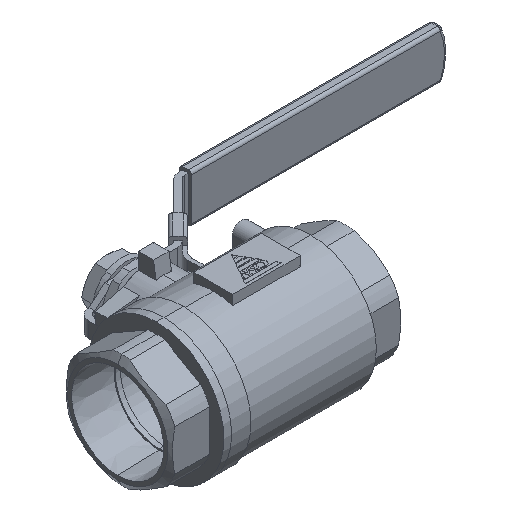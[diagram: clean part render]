
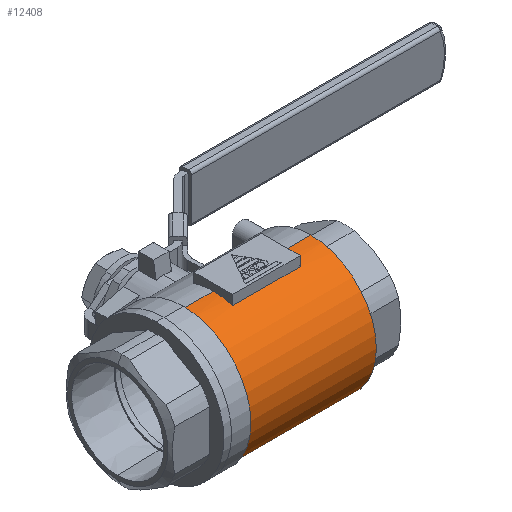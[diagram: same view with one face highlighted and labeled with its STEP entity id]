
A CAD part, isometric view. The second image highlights one B-rep face of the part: STEP entity #12408.
In plain terms, the highlighted cylindrical face has radius 34 mm (diameter 68 mm), a partial arc.
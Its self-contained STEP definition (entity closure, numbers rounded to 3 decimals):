
#343 = VERTEX_POINT ( 'NONE', #10961 ) ;
#374 = VERTEX_POINT ( 'NONE', #4549 ) ;
#383 = VERTEX_POINT ( 'NONE', #4558 ) ;
#384 = VERTEX_POINT ( 'NONE', #4559 ) ;
#385 = VERTEX_POINT ( 'NONE', #4560 ) ;
#390 = VERTEX_POINT ( 'NONE', #4566 ) ;
#397 = VERTEX_POINT ( 'NONE', #4573 ) ;
#403 = VERTEX_POINT ( 'NONE', #4579 ) ;
#986 = EDGE_CURVE ( 'NONE', #343, #397, #5592, .T. ) ;
#987 = EDGE_CURVE ( 'NONE', #403, #2228, #5594, .T. ) ;
#988 = EDGE_CURVE ( 'NONE', #2231, #2228, #5597, .T. ) ;
#989 = EDGE_CURVE ( 'NONE', #383, #2231, #5598, .T. ) ;
#990 = EDGE_CURVE ( 'NONE', #384, #390, #5600, .T. ) ;
#991 = EDGE_CURVE ( 'NONE', #2235, #374, #5601, .T. ) ;
#992 = EDGE_CURVE ( 'NONE', #2234, #2235, #5596, .T. ) ;
#993 = EDGE_CURVE ( 'NONE', #2234, #385, #5602, .T. ) ;
#1336 = EDGE_LOOP ( 'NONE', ( #2592, #2593, #2594, #2595, #2596, #2597, #2598, #2599, #2600, #2601, #2602, #2603 ) ) ;
#2228 = VERTEX_POINT ( 'NONE', #7057 ) ;
#2231 = VERTEX_POINT ( 'NONE', #7060 ) ;
#2234 = VERTEX_POINT ( 'NONE', #7063 ) ;
#2235 = VERTEX_POINT ( 'NONE', #7064 ) ;
#2592 = ORIENTED_EDGE ( 'NONE', *, *, #3077, .F. ) ;
#2593 = ORIENTED_EDGE ( 'NONE', *, *, #986, .T. ) ;
#2594 = ORIENTED_EDGE ( 'NONE', *, *, #3091, .T. ) ;
#2595 = ORIENTED_EDGE ( 'NONE', *, *, #987, .T. ) ;
#2596 = ORIENTED_EDGE ( 'NONE', *, *, #988, .F. ) ;
#2597 = ORIENTED_EDGE ( 'NONE', *, *, #989, .F. ) ;
#2598 = ORIENTED_EDGE ( 'NONE', *, *, #3087, .T. ) ;
#2599 = ORIENTED_EDGE ( 'NONE', *, *, #990, .T. ) ;
#2600 = ORIENTED_EDGE ( 'NONE', *, *, #3081, .F. ) ;
#2601 = ORIENTED_EDGE ( 'NONE', *, *, #991, .F. ) ;
#2602 = ORIENTED_EDGE ( 'NONE', *, *, #992, .F. ) ;
#2603 = ORIENTED_EDGE ( 'NONE', *, *, #993, .T. ) ;
#3077 = EDGE_CURVE ( 'NONE', #343, #385, #7581, .T. ) ;
#3081 = EDGE_CURVE ( 'NONE', #374, #390, #7587, .T. ) ;
#3087 = EDGE_CURVE ( 'NONE', #383, #384, #7590, .T. ) ;
#3091 = EDGE_CURVE ( 'NONE', #397, #403, #7598, .T. ) ;
#3354 = AXIS2_PLACEMENT_3D ( 'NONE', #6212, #6213, #6214 ) ;
#3355 = AXIS2_PLACEMENT_3D ( 'NONE', #6215, #6216, #6217 ) ;
#3356 = AXIS2_PLACEMENT_3D ( 'NONE', #6219, #6220, #6221 ) ;
#3357 = AXIS2_PLACEMENT_3D ( 'NONE', #6223, #6224, #6225 ) ;
#3358 = AXIS2_PLACEMENT_3D ( 'NONE', #6227, #6228, #6229 ) ;
#3359 = AXIS2_PLACEMENT_3D ( 'NONE', #6233, #6234, #6235 ) ;
#4549 = CARTESIAN_POINT ( 'NONE',  ( 24.5, 0., 34. ) ) ;
#4558 = CARTESIAN_POINT ( 'NONE',  ( 24.5, 0., -34. ) ) ;
#4559 = CARTESIAN_POINT ( 'NONE',  ( 40., 0., -34. ) ) ;
#4560 = CARTESIAN_POINT ( 'NONE',  ( -10.5, 0., 34. ) ) ;
#4566 = CARTESIAN_POINT ( 'NONE',  ( 40., 0., 34. ) ) ;
#4573 = CARTESIAN_POINT ( 'NONE',  ( -26., 0., -34. ) ) ;
#4579 = CARTESIAN_POINT ( 'NONE',  ( -10.5, 0., -34. ) ) ;
#5592 = CIRCLE ( 'NONE', #3354, 34. ) ;
#5594 = CIRCLE ( 'NONE', #3355, 34. ) ;
#5596 = LINE ( 'NONE', #6226, #5604 ) ;
#5597 = LINE ( 'NONE', #6210, #5599 ) ;
#5598 = CIRCLE ( 'NONE', #3356, 34. ) ;
#5599 = VECTOR ( 'NONE', #6211, 1000. ) ;
#5600 = CIRCLE ( 'NONE', #3357, 34. ) ;
#5601 = CIRCLE ( 'NONE', #3358, 34. ) ;
#5602 = CIRCLE ( 'NONE', #3359, 34. ) ;
#5604 = VECTOR ( 'NONE', #6222, 1000. ) ;
#6210 = CARTESIAN_POINT ( 'NONE',  ( 0., -10., -32.496 ) ) ;
#6211 = DIRECTION ( 'NONE',  ( -1., 0., 0. ) ) ;
#6212 = CARTESIAN_POINT ( 'NONE',  ( -26., 0., 0. ) ) ;
#6213 = DIRECTION ( 'NONE',  ( 1., 0., 0. ) ) ;
#6214 = DIRECTION ( 'NONE',  ( 0., 0., -1. ) ) ;
#6215 = CARTESIAN_POINT ( 'NONE',  ( -10.5, 0., 0. ) ) ;
#6216 = DIRECTION ( 'NONE',  ( -1., 0., 0. ) ) ;
#6217 = DIRECTION ( 'NONE',  ( 0., 0., -1. ) ) ;
#6219 = CARTESIAN_POINT ( 'NONE',  ( 24.5, 0., 0. ) ) ;
#6220 = DIRECTION ( 'NONE',  ( -1., 0., 0. ) ) ;
#6221 = DIRECTION ( 'NONE',  ( 0., 0., -1. ) ) ;
#6222 = DIRECTION ( 'NONE',  ( 1., 0., 0. ) ) ;
#6223 = CARTESIAN_POINT ( 'NONE',  ( 40., 0., 0. ) ) ;
#6224 = DIRECTION ( 'NONE',  ( -1., 0., 0. ) ) ;
#6225 = DIRECTION ( 'NONE',  ( 0., 0., -1. ) ) ;
#6226 = CARTESIAN_POINT ( 'NONE',  ( 0., -10., 32.496 ) ) ;
#6227 = CARTESIAN_POINT ( 'NONE',  ( 24.5, 0., 0. ) ) ;
#6228 = DIRECTION ( 'NONE',  ( -1., 0., 0. ) ) ;
#6229 = DIRECTION ( 'NONE',  ( 0., 0., -1. ) ) ;
#6233 = CARTESIAN_POINT ( 'NONE',  ( -10.5, 0., 0. ) ) ;
#6234 = DIRECTION ( 'NONE',  ( -1., 0., 0. ) ) ;
#6235 = DIRECTION ( 'NONE',  ( 0., 0., -1. ) ) ;
#7057 = CARTESIAN_POINT ( 'NONE',  ( -10.5, -10., -32.496 ) ) ;
#7060 = CARTESIAN_POINT ( 'NONE',  ( 24.5, -10., -32.496 ) ) ;
#7063 = CARTESIAN_POINT ( 'NONE',  ( -10.5, -10., 32.496 ) ) ;
#7064 = CARTESIAN_POINT ( 'NONE',  ( 24.5, -10., 32.496 ) ) ;
#7581 = LINE ( 'NONE', #11661, #7583 ) ;
#7583 = VECTOR ( 'NONE', #11606, 1000. ) ;
#7587 = LINE ( 'NONE', #11665, #7589 ) ;
#7589 = VECTOR ( 'NONE', #11666, 1000. ) ;
#7590 = LINE ( 'NONE', #11678, #7594 ) ;
#7594 = VECTOR ( 'NONE', #11706, 1000. ) ;
#7598 = LINE ( 'NONE', #11716, #7599 ) ;
#7599 = VECTOR ( 'NONE', #11717, 1000. ) ;
#9483 = FACE_OUTER_BOUND ( 'NONE', #1336, .T. ) ;
#9492 = CYLINDRICAL_SURFACE ( 'NONE', #10471, 34. ) ;
#9926 = DIRECTION ( 'NONE',  ( 0., 0., -1. ) ) ;
#9928 = DIRECTION ( 'NONE',  ( 1., 0., 0. ) ) ;
#9929 = CARTESIAN_POINT ( 'NONE',  ( 0., 0., 0. ) ) ;
#10471 = AXIS2_PLACEMENT_3D ( 'NONE', #9929, #9928, #9926 ) ;
#10961 = CARTESIAN_POINT ( 'NONE',  ( -26., 0., 34. ) ) ;
#11606 = DIRECTION ( 'NONE',  ( 1., 0., 0. ) ) ;
#11661 = CARTESIAN_POINT ( 'NONE',  ( 0., 0., 34. ) ) ;
#11665 = CARTESIAN_POINT ( 'NONE',  ( 0., 0., 34. ) ) ;
#11666 = DIRECTION ( 'NONE',  ( 1., 0., 0. ) ) ;
#11678 = CARTESIAN_POINT ( 'NONE',  ( 0., 0., -34. ) ) ;
#11706 = DIRECTION ( 'NONE',  ( 1., 0., 0. ) ) ;
#11716 = CARTESIAN_POINT ( 'NONE',  ( 0., 0., -34. ) ) ;
#11717 = DIRECTION ( 'NONE',  ( 1., 0., 0. ) ) ;
#12408 = ADVANCED_FACE ( 'NONE', ( #9483 ), #9492, .T. ) ;
